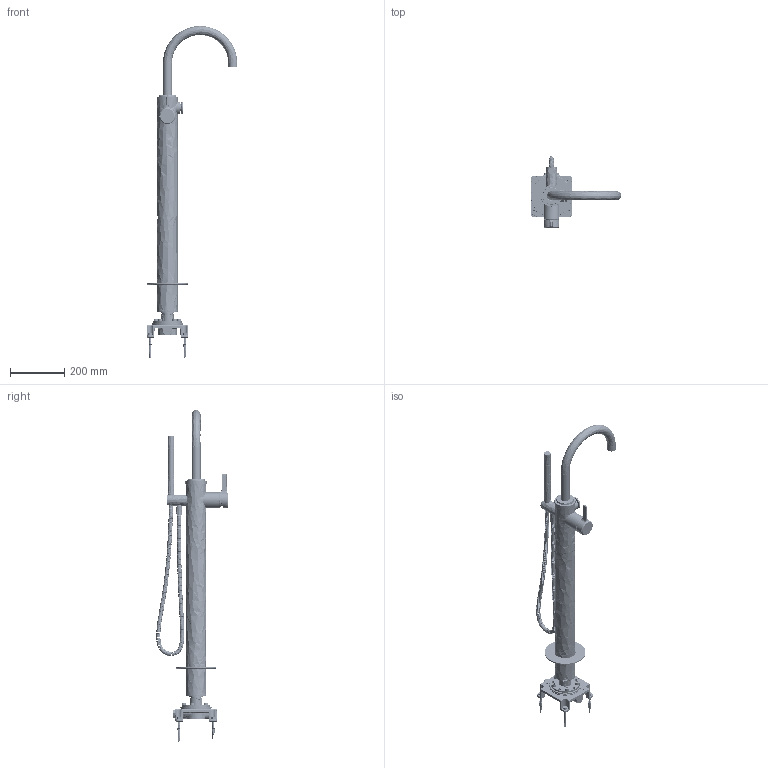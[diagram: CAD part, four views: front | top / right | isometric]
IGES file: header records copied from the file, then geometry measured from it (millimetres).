
Global section: file name: T20K36-CTR; native system: Autodesk Inventor 2023; preprocessor: unknown; author: camerond; date: 20231024.122406; units: millimetre
Bounding box: 332.58 x 263.4 x 1219 mm (x, y, z)
Volume: 2431135.6 mm3; surface area: 1298775.6 mm2
Topology: 110 solids, 120 shells, 4923 faces, 13725 edges, 8814 vertices
Faces by surface type: bspline 4923
